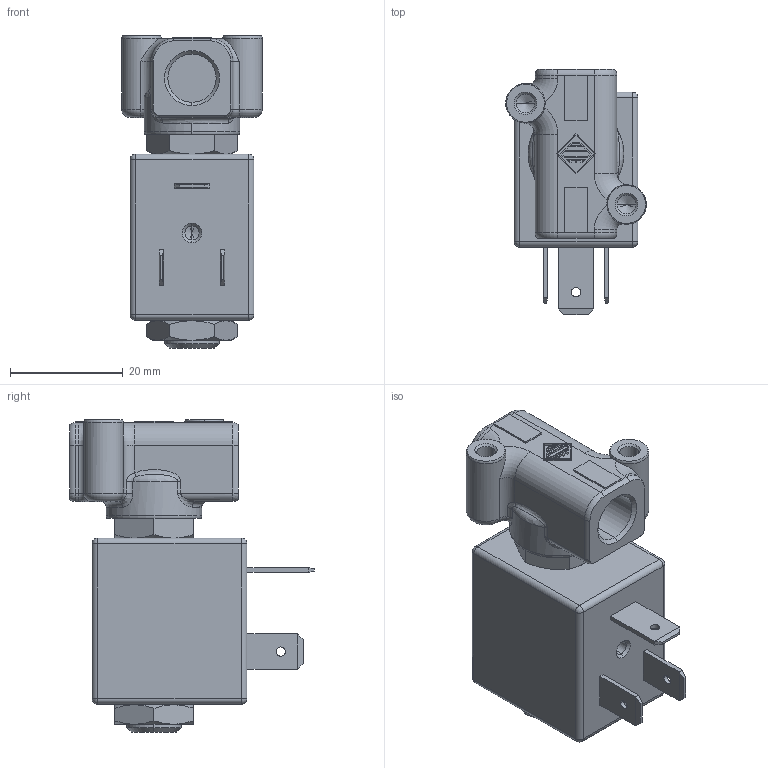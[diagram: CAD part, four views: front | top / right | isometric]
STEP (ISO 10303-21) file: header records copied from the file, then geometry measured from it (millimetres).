
FILE_DESCRIPTION((''),'2;1');
FILE_NAME('21JN1R0V12_LBA_INGOMBRO_ASM','2009-07-14T',('romeri'),('O.D.E.'),'PRO/ENGINEER BY PARAMETRIC TECHNOLOGY CORPORATION, 2005450','PRO/ENGINEER BY PARAMETRIC TECHNOLOGY CORPORATION, 2005450','');
FILE_SCHEMA(('CONFIG_CONTROL_DESIGN'));
Length unit declared in the file: millimetre
Products named in the file (6): 450JN1_INGOMBRO; 452062_INGOMBRO; BOBINA_5_W_INGOMBRO; 452571; 450146; 21JN1R0V12_LBA_INGOMBRO_ASM
Assembly tree (5 placements, depth 2):
  21JN1R0V12_LBA_INGOMBRO_ASM
    450JN1_INGOMBRO
    452062_INGOMBRO
    BOBINA_5_W_INGOMBRO
    452571
    450146
Bounding box: 24.96 x 43.5 x 55.45 mm (x, y, z)
Volume: 22101.2 mm3; surface area: 13722.1 mm2
Topology: 5 solids, 10 shells, 360 faces, 830 edges, 501 vertices
Faces by surface type: plane 172, cylinder 94, cone 46, torus 28, sphere 12, bspline 8
Entity records: 13871 total; most frequent: CARTESIAN_POINT 2546, DIRECTION 1787, ORIENTED_EDGE 1652, EDGE_CURVE 826, AXIS2_PLACEMENT_3D 656, PRESENTATION_STYLE_ASSIGNMENT 635, STYLED_ITEM 597, VERTEX_POINT 501
